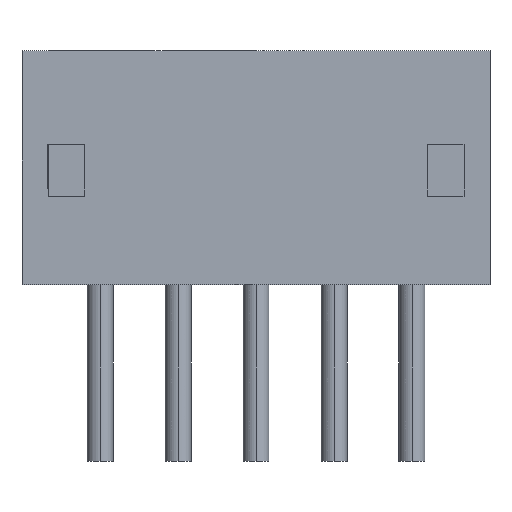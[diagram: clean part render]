
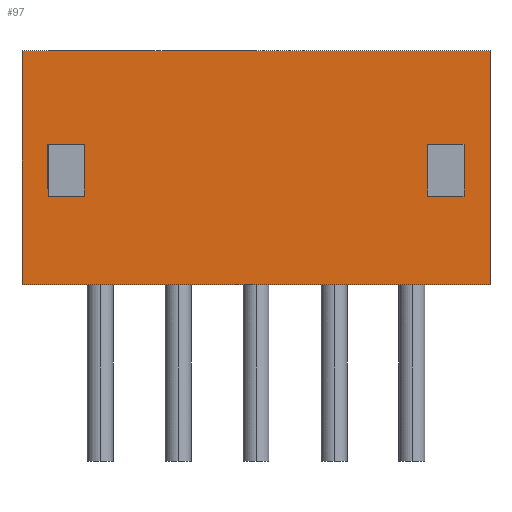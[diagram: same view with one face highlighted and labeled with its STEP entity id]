
A CAD part, top view. The second image highlights one B-rep face of the part: STEP entity #97.
In plain terms, the highlighted planar face has unit normal (0, 0, 1).
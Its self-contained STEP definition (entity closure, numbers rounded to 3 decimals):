
#38 = VERTEX_POINT ( 'NONE', #386 ) ;
#76 = EDGE_CURVE ( 'NONE', #38, #82, #650, .T. ) ;
#77 = ORIENTED_EDGE ( 'NONE', *, *, #88, .T. ) ;
#78 = EDGE_CURVE ( 'NONE', #82, #79, #646, .T. ) ;
#79 = VERTEX_POINT ( 'NONE', #642 ) ;
#80 = ORIENTED_EDGE ( 'NONE', *, *, #78, .F. ) ;
#81 = ORIENTED_EDGE ( 'NONE', *, *, #76, .F. ) ;
#82 = VERTEX_POINT ( 'NONE', #522 ) ;
#87 = VERTEX_POINT ( 'NONE', #517 ) ;
#88 = EDGE_CURVE ( 'NONE', #38, #87, #516, .T. ) ;
#90 = VERTEX_POINT ( 'NONE', #508 ) ;
#93 = EDGE_LOOP ( 'NONE', ( #94, #282, #251, #248 ) ) ;
#94 = ORIENTED_EDGE ( 'NONE', *, *, #96, .F. ) ;
#95 = VERTEX_POINT ( 'NONE', #503 ) ;
#96 = EDGE_CURVE ( 'NONE', #95, #90, #501, .T. ) ;
#97 = ADVANCED_FACE ( 'NONE', ( #497, #496, #495 ), #637, .F. ) ;
#98 = VERTEX_POINT ( 'NONE', #632 ) ;
#99 = VERTEX_POINT ( 'NONE', #631 ) ;
#100 = ORIENTED_EDGE ( 'NONE', *, *, #269, .F. ) ;
#246 = EDGE_CURVE ( 'NONE', #247, #250, #1177, .T. ) ;
#247 = VERTEX_POINT ( 'NONE', #1173 ) ;
#248 = ORIENTED_EDGE ( 'NONE', *, *, #283, .F. ) ;
#249 = EDGE_CURVE ( 'NONE', #250, #95, #1172, .T. ) ;
#250 = VERTEX_POINT ( 'NONE', #1168 ) ;
#251 = ORIENTED_EDGE ( 'NONE', *, *, #246, .F. ) ;
#252 = EDGE_CURVE ( 'NONE', #284, #99, #1167, .T. ) ;
#253 = EDGE_LOOP ( 'NONE', ( #254, #100, #270, #273 ) ) ;
#254 = ORIENTED_EDGE ( 'NONE', *, *, #252, .F. ) ;
#269 = EDGE_CURVE ( 'NONE', #98, #284, #1140, .T. ) ;
#270 = ORIENTED_EDGE ( 'NONE', *, *, #271, .F. ) ;
#271 = EDGE_CURVE ( 'NONE', #272, #98, #1136, .T. ) ;
#272 = VERTEX_POINT ( 'NONE', #1128 ) ;
#273 = ORIENTED_EDGE ( 'NONE', *, *, #274, .F. ) ;
#274 = EDGE_CURVE ( 'NONE', #99, #272, #1127, .T. ) ;
#275 = EDGE_LOOP ( 'NONE', ( #276, #80, #81, #77 ) ) ;
#276 = ORIENTED_EDGE ( 'NONE', *, *, #277, .T. ) ;
#277 = EDGE_CURVE ( 'NONE', #87, #79, #1123, .T. ) ;
#282 = ORIENTED_EDGE ( 'NONE', *, *, #249, .F. ) ;
#283 = EDGE_CURVE ( 'NONE', #90, #247, #1113, .T. ) ;
#284 = VERTEX_POINT ( 'NONE', #1109 ) ;
#386 = CARTESIAN_POINT ( 'NONE',  ( 4.5, 4.5, 0. ) ) ;
#495 = FACE_OUTER_BOUND ( 'NONE', #275, .T. ) ;
#496 = FACE_BOUND ( 'NONE', #253, .T. ) ;
#497 = FACE_BOUND ( 'NONE', #93, .T. ) ;
#498 = DIRECTION ( 'NONE',  ( 0., -1., 0. ) ) ;
#499 = VECTOR ( 'NONE', #498, 1000. ) ;
#500 = CARTESIAN_POINT ( 'NONE',  ( 3.3, 2.7, 0. ) ) ;
#501 = LINE ( 'NONE', #500, #499 ) ;
#503 = CARTESIAN_POINT ( 'NONE',  ( 3.3, 2.7, 0. ) ) ;
#508 = CARTESIAN_POINT ( 'NONE',  ( 3.3, 1.7, 0. ) ) ;
#513 = DIRECTION ( 'NONE',  ( -1., 0., 0. ) ) ;
#514 = VECTOR ( 'NONE', #513, 1000. ) ;
#515 = CARTESIAN_POINT ( 'NONE',  ( 4.5, 4.5, 0. ) ) ;
#516 = LINE ( 'NONE', #515, #514 ) ;
#517 = CARTESIAN_POINT ( 'NONE',  ( -4.5, 4.5, 0. ) ) ;
#522 = CARTESIAN_POINT ( 'NONE',  ( 4.5, 0., 0. ) ) ;
#631 = CARTESIAN_POINT ( 'NONE',  ( -3.3, 2.7, 0. ) ) ;
#632 = CARTESIAN_POINT ( 'NONE',  ( -4., 1.7, 0. ) ) ;
#633 = DIRECTION ( 'NONE',  ( -1., 0., 0. ) ) ;
#634 = DIRECTION ( 'NONE',  ( 0., 0., -1. ) ) ;
#635 = CARTESIAN_POINT ( 'NONE',  ( 4.5, 0., 0. ) ) ;
#636 = AXIS2_PLACEMENT_3D ( 'NONE', #635, #634, #633 ) ;
#637 = PLANE ( 'NONE',  #636 ) ;
#642 = CARTESIAN_POINT ( 'NONE',  ( -4.5, 0., 0. ) ) ;
#643 = DIRECTION ( 'NONE',  ( -1., 0., 0. ) ) ;
#644 = VECTOR ( 'NONE', #643, 1000. ) ;
#645 = CARTESIAN_POINT ( 'NONE',  ( 4.5, 0., 0. ) ) ;
#646 = LINE ( 'NONE', #645, #644 ) ;
#647 = DIRECTION ( 'NONE',  ( 0., -1., 0. ) ) ;
#648 = VECTOR ( 'NONE', #647, 1000. ) ;
#649 = CARTESIAN_POINT ( 'NONE',  ( 4.5, 0., 0. ) ) ;
#650 = LINE ( 'NONE', #649, #648 ) ;
#1109 = CARTESIAN_POINT ( 'NONE',  ( -3.3, 1.7, 0. ) ) ;
#1110 = DIRECTION ( 'NONE',  ( 1., 0., 0. ) ) ;
#1111 = VECTOR ( 'NONE', #1110, 1000. ) ;
#1112 = CARTESIAN_POINT ( 'NONE',  ( 4., 1.7, 0. ) ) ;
#1113 = LINE ( 'NONE', #1112, #1111 ) ;
#1120 = DIRECTION ( 'NONE',  ( 0., -1., 0. ) ) ;
#1121 = VECTOR ( 'NONE', #1120, 1000. ) ;
#1122 = CARTESIAN_POINT ( 'NONE',  ( -4.5, 0., 0. ) ) ;
#1123 = LINE ( 'NONE', #1122, #1121 ) ;
#1124 = DIRECTION ( 'NONE',  ( -1., 0., 0. ) ) ;
#1125 = VECTOR ( 'NONE', #1124, 1000. ) ;
#1126 = CARTESIAN_POINT ( 'NONE',  ( -4., 2.7, 0. ) ) ;
#1127 = LINE ( 'NONE', #1126, #1125 ) ;
#1128 = CARTESIAN_POINT ( 'NONE',  ( -4., 2.7, 0. ) ) ;
#1133 = DIRECTION ( 'NONE',  ( 0., -1., 0. ) ) ;
#1134 = VECTOR ( 'NONE', #1133, 1000. ) ;
#1135 = CARTESIAN_POINT ( 'NONE',  ( -4., 2.7, 0. ) ) ;
#1136 = LINE ( 'NONE', #1135, #1134 ) ;
#1137 = DIRECTION ( 'NONE',  ( 1., 0., 0. ) ) ;
#1138 = VECTOR ( 'NONE', #1137, 1000. ) ;
#1139 = CARTESIAN_POINT ( 'NONE',  ( -4., 1.7, 0. ) ) ;
#1140 = LINE ( 'NONE', #1139, #1138 ) ;
#1164 = DIRECTION ( 'NONE',  ( 0., 1., 0. ) ) ;
#1165 = VECTOR ( 'NONE', #1164, 1000. ) ;
#1166 = CARTESIAN_POINT ( 'NONE',  ( -3.3, 2.7, 0. ) ) ;
#1167 = LINE ( 'NONE', #1166, #1165 ) ;
#1168 = CARTESIAN_POINT ( 'NONE',  ( 4., 2.7, 0. ) ) ;
#1169 = DIRECTION ( 'NONE',  ( -1., 0., 0. ) ) ;
#1170 = VECTOR ( 'NONE', #1169, 1000. ) ;
#1171 = CARTESIAN_POINT ( 'NONE',  ( 4., 2.7, 0. ) ) ;
#1172 = LINE ( 'NONE', #1171, #1170 ) ;
#1173 = CARTESIAN_POINT ( 'NONE',  ( 4., 1.7, 0. ) ) ;
#1174 = DIRECTION ( 'NONE',  ( 0., 1., 0. ) ) ;
#1175 = VECTOR ( 'NONE', #1174, 1000. ) ;
#1176 = CARTESIAN_POINT ( 'NONE',  ( 4., 2.7, 0. ) ) ;
#1177 = LINE ( 'NONE', #1176, #1175 ) ;
